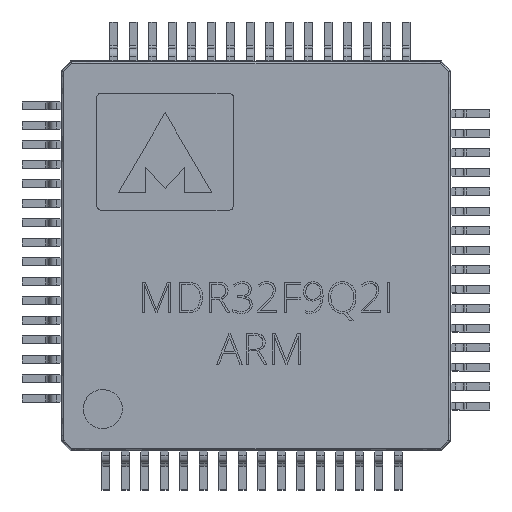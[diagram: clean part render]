
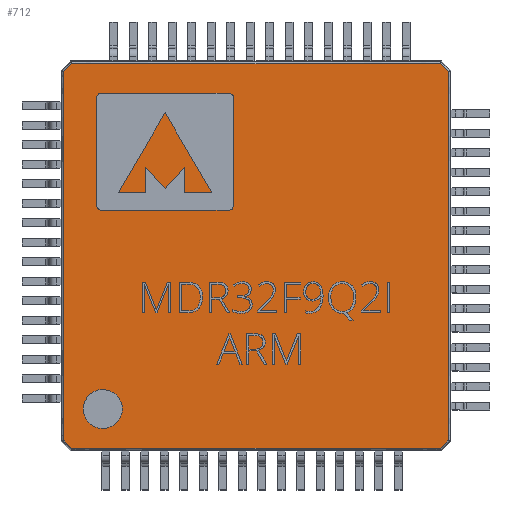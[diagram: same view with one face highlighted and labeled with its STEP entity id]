
A CAD part, top view. The second image highlights one B-rep face of the part: STEP entity #712.
In plain terms, the highlighted free-form (B-spline) face has degree [1, 1] with [2, 2] control points.
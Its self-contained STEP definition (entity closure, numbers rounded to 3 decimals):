
#349 = VERTEX_POINT('',#350);
#350 = CARTESIAN_POINT('',(5.864,6.122,0.87)
  );
#367 = EDGE_CURVE('',#349,#368,#370,.T.);
#368 = VERTEX_POINT('',#369);
#369 = CARTESIAN_POINT('',(-5.864,6.122,0.87
    ));
#370 = B_SPLINE_CURVE_WITH_KNOTS('',2,(#371,#372,#373,#374,#375),
  .UNSPECIFIED.,.F.,.F.,(3,1,1,3),(-0.512,-0.048,
    9.528,9.992),.UNSPECIFIED.);
#371 = CARTESIAN_POINT('',(6.526,6.122,0.87)
  );
#372 = CARTESIAN_POINT('',(6.237,6.122,0.87)
  );
#373 = CARTESIAN_POINT('',(0.,6.122,
    0.87));
#374 = CARTESIAN_POINT('',(-6.237,6.122,0.87
    ));
#375 = CARTESIAN_POINT('',(-6.526,6.122,0.87
    ));
#462 = EDGE_CURVE('',#349,#463,#465,.T.);
#463 = VERTEX_POINT('',#464);
#464 = CARTESIAN_POINT('',(6.122,5.864,0.87)
  );
#465 = B_SPLINE_CURVE_WITH_KNOTS('',2,(#466,#467,#468,#469,#470),
  .UNSPECIFIED.,.F.,.F.,(3,1,1,3),(-0.233,-0.048,
    0.382,0.566),.UNSPECIFIED.);
#466 = CARTESIAN_POINT('',(5.642,6.344,0.87)
  );
#467 = CARTESIAN_POINT('',(5.723,6.263,0.87)
  );
#468 = CARTESIAN_POINT('',(5.993,5.993,0.87)
  );
#469 = CARTESIAN_POINT('',(6.263,5.723,0.87)
  );
#470 = CARTESIAN_POINT('',(6.344,5.642,0.87)
  );
#669 = VERTEX_POINT('',#670);
#670 = CARTESIAN_POINT('',(-6.122,5.864,0.87
    ));
#687 = EDGE_CURVE('',#669,#368,#688,.T.);
#688 = B_SPLINE_CURVE_WITH_KNOTS('',2,(#689,#690,#691,#692,#693),
  .UNSPECIFIED.,.F.,.F.,(3,1,1,3),(-0.233,-0.048,
    0.382,0.566),.UNSPECIFIED.);
#689 = CARTESIAN_POINT('',(-6.344,5.642,0.87
    ));
#690 = CARTESIAN_POINT('',(-6.263,5.723,0.87)
  );
#691 = CARTESIAN_POINT('',(-5.993,5.993,0.87
    ));
#692 = CARTESIAN_POINT('',(-5.723,6.263,0.87)
  );
#693 = CARTESIAN_POINT('',(-5.642,6.344,0.87
    ));
#712 = ADVANCED_FACE('',(#713,#766),#780,.F.);
#713 = FACE_BOUND('',#714,.F.);
#714 = EDGE_LOOP('',(#715,#727,#735,#736,#737,#738,#748,#758));
#715 = ORIENTED_EDGE('',*,*,#716,.F.);
#716 = EDGE_CURVE('',#717,#719,#721,.T.);
#717 = VERTEX_POINT('',#718);
#718 = CARTESIAN_POINT('',(-6.122,-5.864,
    0.87));
#719 = VERTEX_POINT('',#720);
#720 = CARTESIAN_POINT('',(-5.864,-6.122,
    0.87));
#721 = B_SPLINE_CURVE_WITH_KNOTS('',2,(#722,#723,#724,#725,#726),
  .UNSPECIFIED.,.F.,.F.,(3,1,1,3),(-0.233,-0.048,
    0.382,0.566),.UNSPECIFIED.);
#722 = CARTESIAN_POINT('',(-6.344,-5.642,
    0.87));
#723 = CARTESIAN_POINT('',(-6.263,-5.723,0.87
    ));
#724 = CARTESIAN_POINT('',(-5.993,-5.993,
    0.87));
#725 = CARTESIAN_POINT('',(-5.723,-6.263,0.87
    ));
#726 = CARTESIAN_POINT('',(-5.642,-6.344,
    0.87));
#727 = ORIENTED_EDGE('',*,*,#728,.F.);
#728 = EDGE_CURVE('',#669,#717,#729,.T.);
#729 = B_SPLINE_CURVE_WITH_KNOTS('',2,(#730,#731,#732,#733,#734),
  .UNSPECIFIED.,.F.,.F.,(3,1,1,3),(-0.512,-0.048,
    9.528,9.992),.UNSPECIFIED.);
#730 = CARTESIAN_POINT('',(-6.122,6.526,0.87
    ));
#731 = CARTESIAN_POINT('',(-6.122,6.237,0.87
    ));
#732 = CARTESIAN_POINT('',(-6.122,0.,
    0.87));
#733 = CARTESIAN_POINT('',(-6.122,-6.237,
    0.87));
#734 = CARTESIAN_POINT('',(-6.122,-6.526,
    0.87));
#735 = ORIENTED_EDGE('',*,*,#687,.T.);
#736 = ORIENTED_EDGE('',*,*,#367,.F.);
#737 = ORIENTED_EDGE('',*,*,#462,.T.);
#738 = ORIENTED_EDGE('',*,*,#739,.F.);
#739 = EDGE_CURVE('',#740,#463,#742,.T.);
#740 = VERTEX_POINT('',#741);
#741 = CARTESIAN_POINT('',(6.122,-5.864,0.87
    ));
#742 = B_SPLINE_CURVE_WITH_KNOTS('',2,(#743,#744,#745,#746,#747),
  .UNSPECIFIED.,.F.,.F.,(3,1,1,3),(-0.512,-0.048,
    9.528,9.992),.UNSPECIFIED.);
#743 = CARTESIAN_POINT('',(6.122,-6.526,0.87
    ));
#744 = CARTESIAN_POINT('',(6.122,-6.237,0.87
    ));
#745 = CARTESIAN_POINT('',(6.122,0.,
    0.87));
#746 = CARTESIAN_POINT('',(6.122,6.237,0.87)
  );
#747 = CARTESIAN_POINT('',(6.122,6.526,0.87)
  );
#748 = ORIENTED_EDGE('',*,*,#749,.T.);
#749 = EDGE_CURVE('',#740,#750,#752,.T.);
#750 = VERTEX_POINT('',#751);
#751 = CARTESIAN_POINT('',(5.864,-6.122,0.87
    ));
#752 = B_SPLINE_CURVE_WITH_KNOTS('',2,(#753,#754,#755,#756,#757),
  .UNSPECIFIED.,.F.,.F.,(3,1,1,3),(-0.233,-0.048,
    0.382,0.566),.UNSPECIFIED.);
#753 = CARTESIAN_POINT('',(6.344,-5.642,0.87
    ));
#754 = CARTESIAN_POINT('',(6.263,-5.723,0.87)
  );
#755 = CARTESIAN_POINT('',(5.993,-5.993,0.87
    ));
#756 = CARTESIAN_POINT('',(5.723,-6.263,0.87)
  );
#757 = CARTESIAN_POINT('',(5.642,-6.344,0.87
    ));
#758 = ORIENTED_EDGE('',*,*,#759,.F.);
#759 = EDGE_CURVE('',#719,#750,#760,.T.);
#760 = B_SPLINE_CURVE_WITH_KNOTS('',2,(#761,#762,#763,#764,#765),
  .UNSPECIFIED.,.F.,.F.,(3,1,1,3),(-0.512,-0.048,
    9.528,9.992),.UNSPECIFIED.);
#761 = CARTESIAN_POINT('',(-6.526,-6.122,
    0.87));
#762 = CARTESIAN_POINT('',(-6.237,-6.122,
    0.87));
#763 = CARTESIAN_POINT('',(0.,-6.122,
    0.87));
#764 = CARTESIAN_POINT('',(6.237,-6.122,0.87
    ));
#765 = CARTESIAN_POINT('',(6.526,-6.122,0.87
    ));
#766 = FACE_BOUND('',#767,.F.);
#767 = EDGE_LOOP('',(#768));
#768 = ORIENTED_EDGE('',*,*,#769,.T.);
#769 = EDGE_CURVE('',#770,#770,#772,.T.);
#770 = VERTEX_POINT('',#771);
#771 = CARTESIAN_POINT('',(-4.258,-4.879,
    0.87));
#772 = ( BOUNDED_CURVE() B_SPLINE_CURVE(2,(#773,#774,#775,#776,#777,#778
,#779),.UNSPECIFIED.,.T.,.F.) B_SPLINE_CURVE_WITH_KNOTS((1,2,2,2,2,1),(
    -2.094,0.,2.094,4.189,6.283,
8.378),.UNSPECIFIED.) CURVE() GEOMETRIC_REPRESENTATION_ITEM() 
RATIONAL_B_SPLINE_CURVE((1.,0.5,1.,0.5,1.,0.5,1.)) REPRESENTATION_ITEM(
  '') );
#773 = CARTESIAN_POINT('',(-4.258,-4.879,
    0.87));
#774 = CARTESIAN_POINT('',(-4.258,-3.803,
    0.87));
#775 = CARTESIAN_POINT('',(-5.19,-4.341,
    0.87));
#776 = CARTESIAN_POINT('',(-6.122,-4.879,
    0.87));
#777 = CARTESIAN_POINT('',(-5.19,-5.417,
    0.87));
#778 = CARTESIAN_POINT('',(-4.258,-5.955,
    0.87));
#779 = CARTESIAN_POINT('',(-4.258,-4.879,
    0.87));
#780 = B_SPLINE_SURFACE_WITH_KNOTS('',1,1,(
    (#781,#782)
    ,(#783,#784
    )),.UNSPECIFIED.,.F.,.F.,.F.,(2,2),(2,2),(0.049,
    13.695),(-6.823,6.823),
  .PIECEWISE_BEZIER_KNOTS.);
#781 = CARTESIAN_POINT('',(11.985,0.291,0.87)
  );
#782 = CARTESIAN_POINT('',(-0.291,11.985,0.87
    ));
#783 = CARTESIAN_POINT('',(0.291,-11.985,0.87
    ));
#784 = CARTESIAN_POINT('',(-11.985,-0.291,
    0.87));
